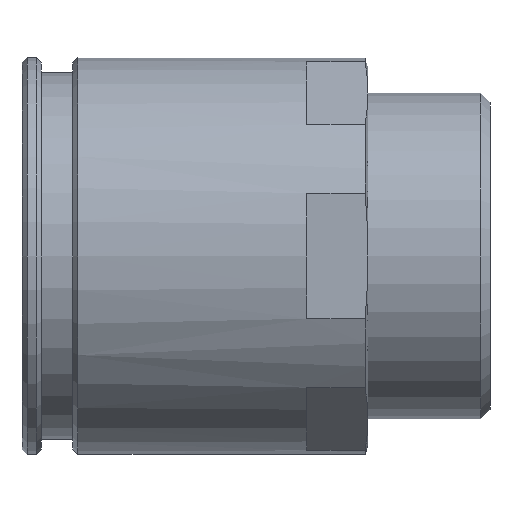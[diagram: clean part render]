
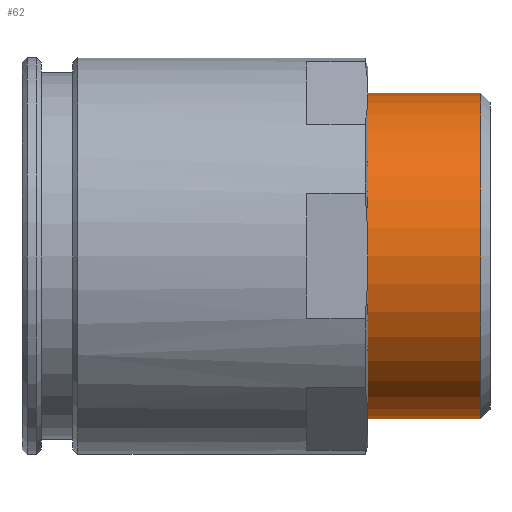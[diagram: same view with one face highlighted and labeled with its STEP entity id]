
A CAD part, front view. The second image highlights one B-rep face of the part: STEP entity #62.
In plain terms, the highlighted cylindrical face has radius 16 mm (diameter 32 mm), a full revolution.
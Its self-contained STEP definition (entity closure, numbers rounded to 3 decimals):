
#62 = ADVANCED_FACE( '', ( #152, #153 ), #154, .T. );
#152 = FACE_OUTER_BOUND( '', #285, .T. );
#153 = FACE_OUTER_BOUND( '', #286, .T. );
#154 = CYLINDRICAL_SURFACE( '', #287, 16. );
#285 = EDGE_LOOP( '', ( #418 ) );
#286 = EDGE_LOOP( '', ( #419 ) );
#287 = AXIS2_PLACEMENT_3D( '', #420, #421, #422 );
#418 = ORIENTED_EDGE( '', *, *, #689, .T. );
#419 = ORIENTED_EDGE( '', *, *, #690, .F. );
#420 = CARTESIAN_POINT( '', ( 46., 0., 0. ) );
#421 = DIRECTION( '', ( -1., 0., 0. ) );
#422 = DIRECTION( '', ( 0., 0., -1. ) );
#689 = EDGE_CURVE( '', #795, #795, #796, .T. );
#690 = EDGE_CURVE( '', #797, #797, #798, .T. );
#795 = VERTEX_POINT( '', #952 );
#796 = CIRCLE( '', #953, 16. );
#797 = VERTEX_POINT( '', #954 );
#798 = CIRCLE( '', #955, 16. );
#952 = CARTESIAN_POINT( '', ( 34., 0., -16. ) );
#953 = AXIS2_PLACEMENT_3D( '', #1136, #1137, #1138 );
#954 = CARTESIAN_POINT( '', ( 45.08, 0., -16. ) );
#955 = AXIS2_PLACEMENT_3D( '', #1139, #1140, #1141 );
#1136 = CARTESIAN_POINT( '', ( 34., 0., 0. ) );
#1137 = DIRECTION( '', ( 1., 0., 0. ) );
#1138 = DIRECTION( '', ( 0., 0., -1. ) );
#1139 = CARTESIAN_POINT( '', ( 45.08, 0., 0. ) );
#1140 = DIRECTION( '', ( 1., 0., 0. ) );
#1141 = DIRECTION( '', ( 0., 0., -1. ) );
